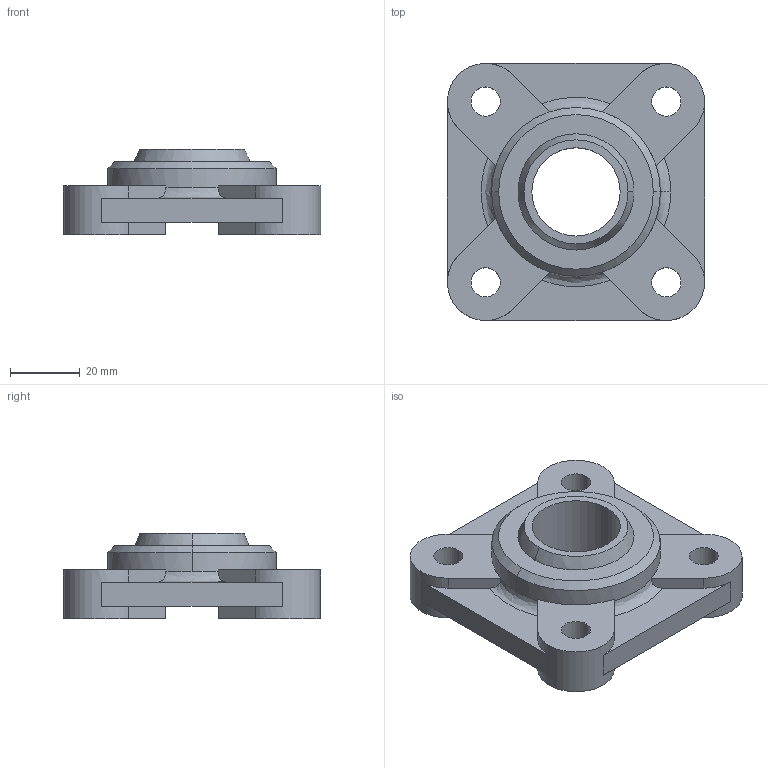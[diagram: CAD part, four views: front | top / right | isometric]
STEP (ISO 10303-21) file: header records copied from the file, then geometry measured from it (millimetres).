
FILE_DESCRIPTION (( 'STEP AP214' ), '1' );
FILE_NAME ('A-EFSI-16.step', '2017-11-29T20:12:25', ( '' ), ( '' ), 'SwSTEP 2.0', 'SolidWorks 2017', '' );
FILE_SCHEMA (( 'AUTOMOTIVE_DESIGN' ));
Length unit declared in the file: inch
Products named in the file (1): A-EFSI-16
Bounding box: 74 x 74 x 24.5 mm (x, y, z)
Volume: 55199.2 mm3; surface area: 20786.2 mm2
Topology: 2 solids, 2 shells, 77 faces, 209 edges, 134 vertices
Faces by surface type: plane 40, cylinder 24, bspline 9, cone 4
Entity records: 3927 total; most frequent: CARTESIAN_POINT 918, DIRECTION 412, ORIENTED_EDGE 410, EDGE_CURVE 205, AXIS2_PLACEMENT_3D 156, VERTEX_POINT 134, LINE 100, VECTOR 100
